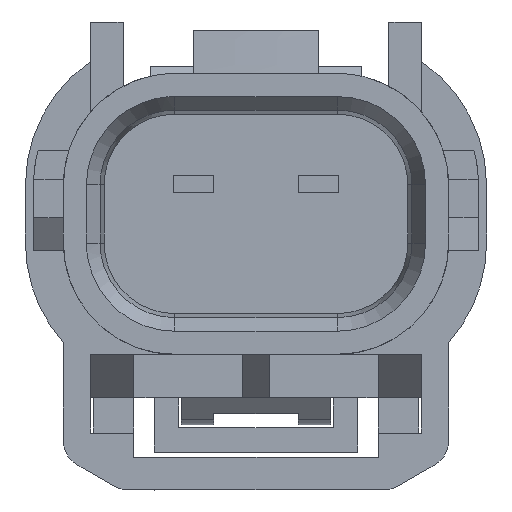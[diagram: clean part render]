
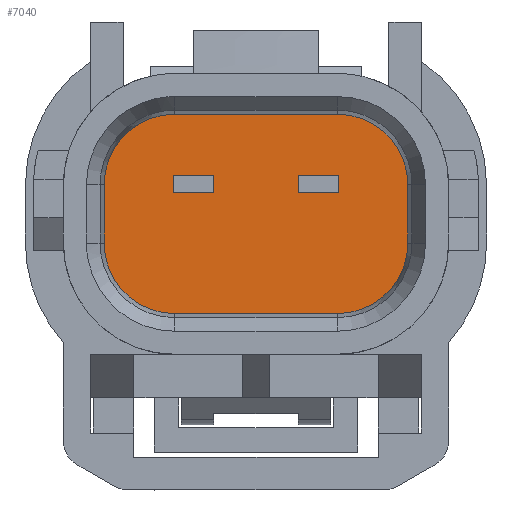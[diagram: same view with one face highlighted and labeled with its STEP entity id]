
A CAD part, left-side view. The second image highlights one B-rep face of the part: STEP entity #7040.
In plain terms, the highlighted planar face has unit normal (-1, 0, 0).
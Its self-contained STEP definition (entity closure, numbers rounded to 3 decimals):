
#1107=AXIS2_PLACEMENT_3D('Plane Axis2P3D',#1104,#1105,#1106) ;
#6836=AXIS2_PLACEMENT_3D('Circle Axis2P3D',#6834,#6835,$) ;
#6884=AXIS2_PLACEMENT_3D('Circle Axis2P3D',#6882,#6883,$) ;
#6932=AXIS2_PLACEMENT_3D('Circle Axis2P3D',#6930,#6931,$) ;
#6980=AXIS2_PLACEMENT_3D('Circle Axis2P3D',#6978,#6979,$) ;
#80=CARTESIAN_POINT('Vertex',(0.,-3.05,3.36)) ;
#85=CARTESIAN_POINT('Line Origine',(0.,-3.05,3.68)) ;
#89=CARTESIAN_POINT('Vertex',(0.,-3.05,4.)) ;
#120=CARTESIAN_POINT('Vertex',(0.,-1.55,3.36)) ;
#125=CARTESIAN_POINT('Line Origine',(0.,-2.3,3.36)) ;
#151=CARTESIAN_POINT('Vertex',(0.,-1.55,4.)) ;
#156=CARTESIAN_POINT('Line Origine',(0.,-1.55,3.68)) ;
#178=CARTESIAN_POINT('Line Origine',(0.,-2.3,4.)) ;
#1104=CARTESIAN_POINT('Axis2P3D Location',(0.,-2.3,0.35)) ;
#6807=CARTESIAN_POINT('Vertex',(0.,5.6,1.5)) ;
#6810=CARTESIAN_POINT('Line Origine',(0.,5.6,2.575)) ;
#6814=CARTESIAN_POINT('Vertex',(0.,5.6,3.65)) ;
#6834=CARTESIAN_POINT('Axis2P3D Location',(0.,3.,3.65)) ;
#6838=CARTESIAN_POINT('Vertex',(0.,3.,6.25)) ;
#6858=CARTESIAN_POINT('Line Origine',(0.,0.,6.25)) ;
#6862=CARTESIAN_POINT('Vertex',(0.,-3.,6.25)) ;
#6882=CARTESIAN_POINT('Axis2P3D Location',(0.,-3.,3.65)) ;
#6886=CARTESIAN_POINT('Vertex',(0.,-5.6,3.65)) ;
#6906=CARTESIAN_POINT('Line Origine',(0.,-5.6,2.575)) ;
#6910=CARTESIAN_POINT('Vertex',(0.,-5.6,1.5)) ;
#6930=CARTESIAN_POINT('Axis2P3D Location',(0.,-3.,1.5)) ;
#6934=CARTESIAN_POINT('Vertex',(0.,-3.,-1.1)) ;
#6954=CARTESIAN_POINT('Line Origine',(0.,0.,-1.1)) ;
#6958=CARTESIAN_POINT('Vertex',(0.,3.,-1.1)) ;
#6978=CARTESIAN_POINT('Axis2P3D Location',(0.,3.,1.5)) ;
#7000=CARTESIAN_POINT('Line Origine',(0.,2.3,3.36)) ;
#7004=CARTESIAN_POINT('Vertex',(0.,3.05,3.36)) ;
#7006=CARTESIAN_POINT('Vertex',(0.,1.55,3.36)) ;
#7009=CARTESIAN_POINT('Line Origine',(0.,3.05,3.68)) ;
#7013=CARTESIAN_POINT('Vertex',(0.,3.05,4.)) ;
#7016=CARTESIAN_POINT('Line Origine',(0.,2.3,4.)) ;
#7020=CARTESIAN_POINT('Vertex',(0.,1.55,4.)) ;
#7023=CARTESIAN_POINT('Line Origine',(0.,1.55,3.68)) ;
#86=DIRECTION('Vector Direction',(0.,0.,1.)) ;
#126=DIRECTION('Vector Direction',(0.,1.,0.)) ;
#157=DIRECTION('Vector Direction',(0.,0.,-1.)) ;
#179=DIRECTION('Vector Direction',(0.,-1.,0.)) ;
#1105=DIRECTION('Axis2P3D Direction',(-1.,0.,0.)) ;
#1106=DIRECTION('Axis2P3D XDirection',(0.,-1.,0.)) ;
#6811=DIRECTION('Vector Direction',(0.,0.,-1.)) ;
#6835=DIRECTION('Axis2P3D Direction',(-1.,0.,0.)) ;
#6859=DIRECTION('Vector Direction',(0.,1.,0.)) ;
#6883=DIRECTION('Axis2P3D Direction',(-1.,0.,0.)) ;
#6907=DIRECTION('Vector Direction',(0.,0.,-1.)) ;
#6931=DIRECTION('Axis2P3D Direction',(-1.,0.,0.)) ;
#6955=DIRECTION('Vector Direction',(0.,-1.,0.)) ;
#6979=DIRECTION('Axis2P3D Direction',(-1.,0.,0.)) ;
#7001=DIRECTION('Vector Direction',(0.,1.,0.)) ;
#7010=DIRECTION('Vector Direction',(0.,0.,-1.)) ;
#7017=DIRECTION('Vector Direction',(0.,-1.,0.)) ;
#7024=DIRECTION('Vector Direction',(0.,0.,1.)) ;
#87=VECTOR('Line Direction',#86,1.) ;
#127=VECTOR('Line Direction',#126,1.) ;
#158=VECTOR('Line Direction',#157,1.) ;
#180=VECTOR('Line Direction',#179,1.) ;
#6812=VECTOR('Line Direction',#6811,1.) ;
#6860=VECTOR('Line Direction',#6859,1.) ;
#6908=VECTOR('Line Direction',#6907,1.) ;
#6956=VECTOR('Line Direction',#6955,1.) ;
#7002=VECTOR('Line Direction',#7001,1.) ;
#7011=VECTOR('Line Direction',#7010,1.) ;
#7018=VECTOR('Line Direction',#7017,1.) ;
#7025=VECTOR('Line Direction',#7024,1.) ;
#6991=ORIENTED_EDGE('',*,*,#6982,.T.) ;
#6992=ORIENTED_EDGE('',*,*,#6960,.T.) ;
#6993=ORIENTED_EDGE('',*,*,#6936,.T.) ;
#6994=ORIENTED_EDGE('',*,*,#6912,.T.) ;
#6995=ORIENTED_EDGE('',*,*,#6888,.T.) ;
#6996=ORIENTED_EDGE('',*,*,#6864,.T.) ;
#6997=ORIENTED_EDGE('',*,*,#6840,.T.) ;
#6998=ORIENTED_EDGE('',*,*,#6816,.T.) ;
#7029=ORIENTED_EDGE('',*,*,#7008,.F.) ;
#7030=ORIENTED_EDGE('',*,*,#7015,.F.) ;
#7031=ORIENTED_EDGE('',*,*,#7022,.F.) ;
#7032=ORIENTED_EDGE('',*,*,#7027,.F.) ;
#7035=ORIENTED_EDGE('',*,*,#91,.F.) ;
#7036=ORIENTED_EDGE('',*,*,#129,.F.) ;
#7037=ORIENTED_EDGE('',*,*,#160,.F.) ;
#7038=ORIENTED_EDGE('',*,*,#182,.F.) ;
#7033=FACE_BOUND('',#7028,.T.) ;
#7039=FACE_BOUND('',#7034,.T.) ;
#7040=ADVANCED_FACE('M-HSG',(#6999,#7033,#7039),#1108,.T.) ;
#6837=CIRCLE('generated circle',#6836,2.6) ;
#6885=CIRCLE('generated circle',#6884,2.6) ;
#6933=CIRCLE('generated circle',#6932,2.6) ;
#6981=CIRCLE('generated circle',#6980,2.6) ;
#91=EDGE_CURVE('',#81,#90,#88,.T.) ;
#129=EDGE_CURVE('',#121,#81,#128,.F.) ;
#160=EDGE_CURVE('',#152,#121,#159,.T.) ;
#182=EDGE_CURVE('',#90,#152,#181,.F.) ;
#6816=EDGE_CURVE('',#6815,#6808,#6813,.T.) ;
#6840=EDGE_CURVE('',#6839,#6815,#6837,.T.) ;
#6864=EDGE_CURVE('',#6863,#6839,#6861,.T.) ;
#6888=EDGE_CURVE('',#6887,#6863,#6885,.T.) ;
#6912=EDGE_CURVE('',#6911,#6887,#6909,.F.) ;
#6936=EDGE_CURVE('',#6935,#6911,#6933,.T.) ;
#6960=EDGE_CURVE('',#6959,#6935,#6957,.T.) ;
#6982=EDGE_CURVE('',#6808,#6959,#6981,.T.) ;
#7008=EDGE_CURVE('',#7005,#7007,#7003,.F.) ;
#7015=EDGE_CURVE('',#7014,#7005,#7012,.T.) ;
#7022=EDGE_CURVE('',#7021,#7014,#7019,.F.) ;
#7027=EDGE_CURVE('',#7007,#7021,#7026,.T.) ;
#6990=EDGE_LOOP('',(#6991,#6992,#6993,#6994,#6995,#6996,#6997,#6998)) ;
#7028=EDGE_LOOP('',(#7029,#7030,#7031,#7032)) ;
#7034=EDGE_LOOP('',(#7035,#7036,#7037,#7038)) ;
#6999=FACE_OUTER_BOUND('',#6990,.T.) ;
#88=LINE('Line',#85,#87) ;
#128=LINE('Line',#125,#127) ;
#159=LINE('Line',#156,#158) ;
#181=LINE('Line',#178,#180) ;
#6813=LINE('Line',#6810,#6812) ;
#6861=LINE('Line',#6858,#6860) ;
#6909=LINE('Line',#6906,#6908) ;
#6957=LINE('Line',#6954,#6956) ;
#7003=LINE('Line',#7000,#7002) ;
#7012=LINE('Line',#7009,#7011) ;
#7019=LINE('Line',#7016,#7018) ;
#7026=LINE('Line',#7023,#7025) ;
#1108=PLANE('',#1107) ;
#81=VERTEX_POINT('',#80) ;
#90=VERTEX_POINT('',#89) ;
#121=VERTEX_POINT('',#120) ;
#152=VERTEX_POINT('',#151) ;
#6808=VERTEX_POINT('',#6807) ;
#6815=VERTEX_POINT('',#6814) ;
#6839=VERTEX_POINT('',#6838) ;
#6863=VERTEX_POINT('',#6862) ;
#6887=VERTEX_POINT('',#6886) ;
#6911=VERTEX_POINT('',#6910) ;
#6935=VERTEX_POINT('',#6934) ;
#6959=VERTEX_POINT('',#6958) ;
#7005=VERTEX_POINT('',#7004) ;
#7007=VERTEX_POINT('',#7006) ;
#7014=VERTEX_POINT('',#7013) ;
#7021=VERTEX_POINT('',#7020) ;
